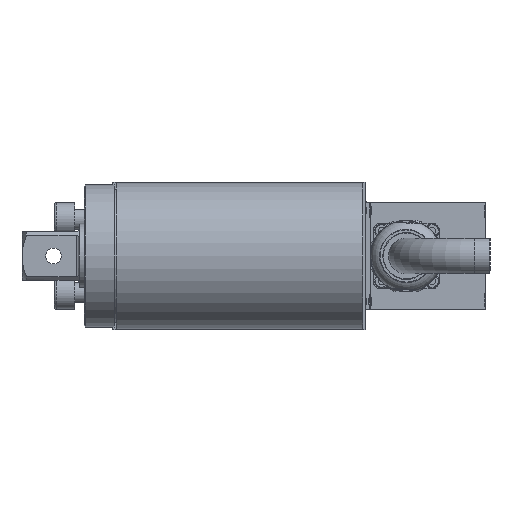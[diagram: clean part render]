
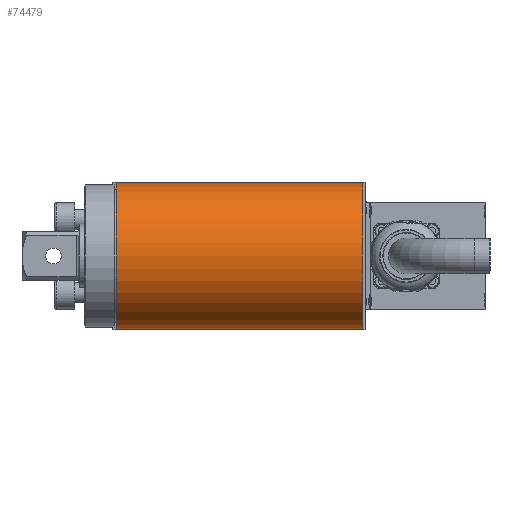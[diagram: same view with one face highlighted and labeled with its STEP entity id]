
A CAD part, left-side view. The second image highlights one B-rep face of the part: STEP entity #74479.
In plain terms, the highlighted cylindrical face has radius 29 mm (diameter 58 mm), a partial arc.
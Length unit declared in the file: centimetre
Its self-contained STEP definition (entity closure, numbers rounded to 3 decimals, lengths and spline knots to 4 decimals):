
#3850=LINE('',#115464,#9835);
#3863=LINE('',#115507,#9848);
#9835=VECTOR('',#87187,9.7);
#9848=VECTOR('',#87224,9.7);
#15490=CYLINDRICAL_SURFACE('',#79057,2.9);
#20548=FACE_OUTER_BOUND('',#24595,.T.);
#24595=EDGE_LOOP('',(#53922,#53923,#53924,#53925));
#30979=CIRCLE('',#79046,2.9);
#30984=CIRCLE('',#79055,2.9);
#34355=VERTEX_POINT('',#115456);
#34358=VERTEX_POINT('',#115462);
#34367=VERTEX_POINT('',#115482);
#34376=VERTEX_POINT('',#115506);
#41979=EDGE_CURVE('',#34358,#34355,#3850,.T.);
#41988=EDGE_CURVE('',#34355,#34367,#30979,.T.);
#42000=EDGE_CURVE('',#34376,#34367,#3863,.T.);
#42004=EDGE_CURVE('',#34376,#34358,#30984,.T.);
#53922=ORIENTED_EDGE('',*,*,#41988,.F.);
#53923=ORIENTED_EDGE('',*,*,#41979,.F.);
#53924=ORIENTED_EDGE('',*,*,#42004,.F.);
#53925=ORIENTED_EDGE('',*,*,#42000,.T.);
#74479=ADVANCED_FACE('',(#20548),#15490,.T.);
#79046=AXIS2_PLACEMENT_3D('',#115483,#87203,#87204);
#79055=AXIS2_PLACEMENT_3D('',#115514,#87232,#87233);
#79057=AXIS2_PLACEMENT_3D('',#115517,#87236,#87237);
#87187=DIRECTION('',(0.,-1.,0.));
#87203=DIRECTION('center_axis',(0.,-1.,0.));
#87204=DIRECTION('ref_axis',(0.,0.,
1.));
#87224=DIRECTION('',(0.,-1.,0.));
#87232=DIRECTION('center_axis',(0.,1.,0.));
#87233=DIRECTION('ref_axis',(0.,0.,
-1.));
#87236=DIRECTION('center_axis',(0.,-1.,0.));
#87237=DIRECTION('ref_axis',(-1.,0.,0.));
#115456=CARTESIAN_POINT('',(-19.74,-2.9,2.9));
#115462=CARTESIAN_POINT('',(-19.74,6.8,2.9));
#115464=CARTESIAN_POINT('',(-19.74,6.8,2.9));
#115482=CARTESIAN_POINT('',(-19.74,-2.9,-2.9));
#115483=CARTESIAN_POINT('Origin',(-19.74,-2.9,0.));
#115506=CARTESIAN_POINT('',(-19.74,6.8,-2.9));
#115507=CARTESIAN_POINT('',(-19.74,6.8,-2.9));
#115514=CARTESIAN_POINT('Origin',(-19.74,6.8,0.));
#115517=CARTESIAN_POINT('Origin',(-19.74,6.95,0.));
